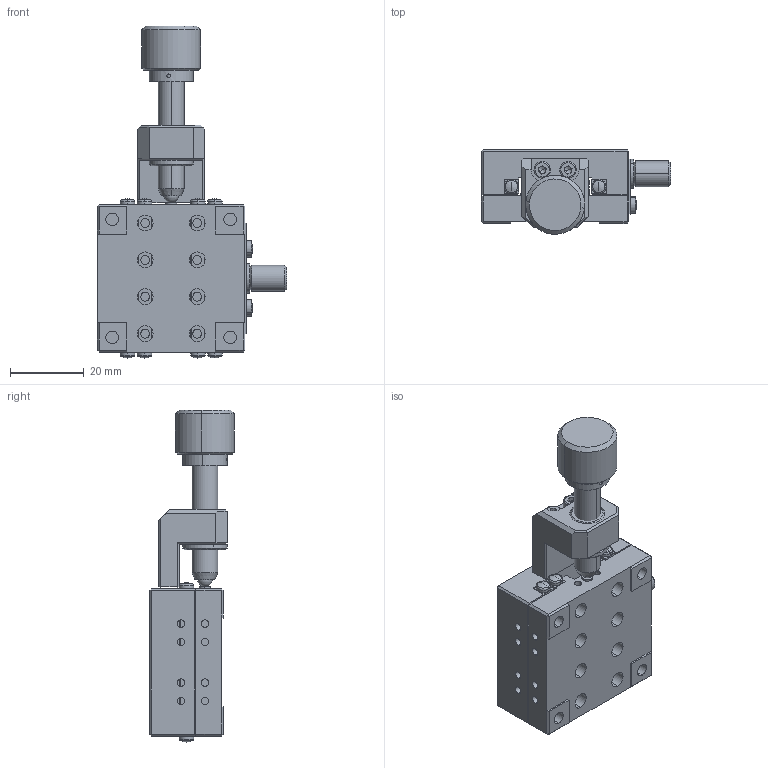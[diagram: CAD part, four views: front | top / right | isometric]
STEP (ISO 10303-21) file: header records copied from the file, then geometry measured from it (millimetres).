
FILE_DESCRIPTION (( 'STEP AP203' ), '1' );
FILE_NAME ('AK13-4020CZ.step', '2019-05-09T02:39:58', ( '' ), ( '' ), 'SwSTEP 2.0', 'SolidWorks 2017', '' );
FILE_SCHEMA (( 'CONFIG_CONTROL_DESIGN' ));
Length unit declared in the file: millimetre
Products named in the file (1): AK13-4020CZ
Bounding box: 51.3 x 22.99 x 90.03 mm (x, y, z)
Surface area: 18135.8 mm2 (no closed solid volume)
Topology: 0 solids, 28 shells, 570 faces, 1896 edges, 1290 vertices
Faces by surface type: plane 339, cylinder 149, bspline 32, cone 24, torus 20, sphere 6
Entity records: 20965 total; most frequent: CARTESIAN_POINT 4395, DIRECTION 3533, ORIENTED_EDGE 3046, EDGE_CURVE 1865, VERTEX_POINT 1287, VECTOR 1191, LINE 1191, AXIS2_PLACEMENT_3D 1171
